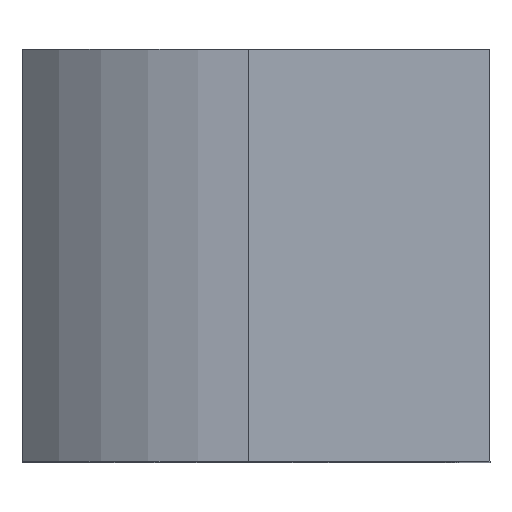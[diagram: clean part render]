
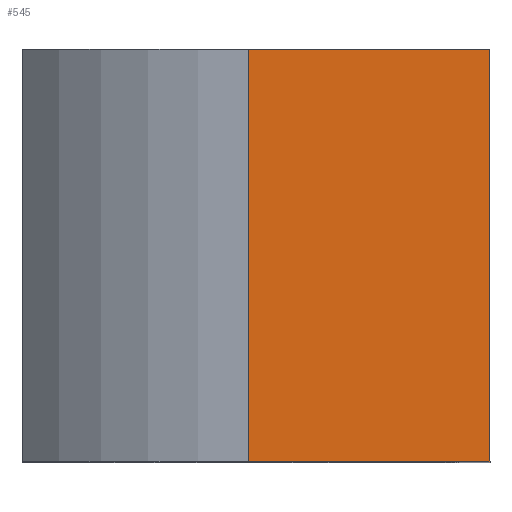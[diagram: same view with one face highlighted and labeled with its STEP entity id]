
A CAD part, top view. The second image highlights one B-rep face of the part: STEP entity #545.
In plain terms, the highlighted planar face has unit normal (0, 0, 1).
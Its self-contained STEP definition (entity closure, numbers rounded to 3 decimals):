
#45=PLANE('',#614);
#74=FACE_OUTER_BOUND('',#114,.T.);
#114=EDGE_LOOP('',(#474,#475,#476,#477));
#139=LINE('',#837,#185);
#165=LINE('',#918,#211);
#166=LINE('',#921,#212);
#167=LINE('',#922,#213);
#185=VECTOR('',#678,10.);
#211=VECTOR('',#764,10.);
#212=VECTOR('',#767,10.);
#213=VECTOR('',#768,10.);
#261=VERTEX_POINT('',#834);
#262=VERTEX_POINT('',#836);
#287=VERTEX_POINT('',#916);
#288=VERTEX_POINT('',#920);
#315=EDGE_CURVE('',#261,#262,#139,.T.);
#356=EDGE_CURVE('',#287,#262,#165,.T.);
#357=EDGE_CURVE('',#288,#287,#166,.T.);
#358=EDGE_CURVE('',#288,#261,#167,.T.);
#474=ORIENTED_EDGE('',*,*,#357,.T.);
#475=ORIENTED_EDGE('',*,*,#356,.T.);
#476=ORIENTED_EDGE('',*,*,#315,.F.);
#477=ORIENTED_EDGE('',*,*,#358,.F.);
#545=ADVANCED_FACE('',(#74),#45,.T.);
#614=AXIS2_PLACEMENT_3D('',#919,#765,#766);
#678=DIRECTION('',(1.,0.,0.));
#764=DIRECTION('',(0.,1.,0.));
#765=DIRECTION('center_axis',(0.,0.,
1.));
#766=DIRECTION('ref_axis',(1.,0.,0.));
#767=DIRECTION('',(1.,0.,0.));
#768=DIRECTION('',(0.,1.,0.));
#834=CARTESIAN_POINT('',(0.,339.014,34.225));
#836=CARTESIAN_POINT('',(23.4,339.014,34.225));
#837=CARTESIAN_POINT('',(-22.,339.014,34.225));
#916=CARTESIAN_POINT('',(23.4,299.014,34.225));
#918=CARTESIAN_POINT('',(23.4,299.014,34.225));
#919=CARTESIAN_POINT('Origin',(0.,299.014,34.225));
#920=CARTESIAN_POINT('',(0.,299.014,34.225));
#921=CARTESIAN_POINT('',(-22.,299.014,34.225));
#922=CARTESIAN_POINT('',(0.,299.014,34.225));
